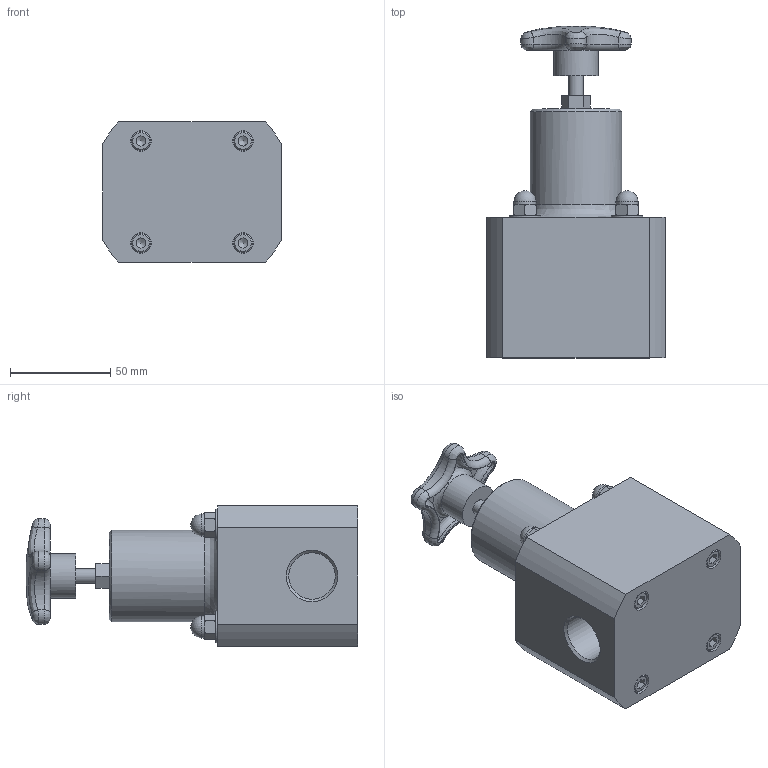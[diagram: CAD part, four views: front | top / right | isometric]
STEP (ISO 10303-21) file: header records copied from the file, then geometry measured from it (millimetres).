
FILE_DESCRIPTION((''),'2;1');
FILE_NAME('TVBP75-PVC_R0.ipt.stp','2017-04-04T12:10:04',(''),(''),'Autodesk Inventor 2009','Autodesk Inventor 2009','');
FILE_SCHEMA(('AUTOMOTIVE_DESIGN { 1 0 10303 214 1 1 1 1 }'));
Length unit declared in the file: inch
Products named in the file (1): TVBP75-PVC_R0
Bounding box: 88.9 x 165.14 x 69.85 mm (x, y, z)
Volume: 520214.1 mm3; surface area: 56093.8 mm2
Topology: 1 solids, 6 shells, 350 faces, 817 edges, 498 vertices
Faces by surface type: plane 148, bspline 107, cylinder 49, sphere 17, torus 16, cone 13
Full cylindrical faces by diameter (mm): 4.445 x4, 6.35 x2, 7.144 x1, 7.442 x1, 7.938 x1, 9.525 x4, 10.998 x4, 15.875 x4, 22.098 x1, 23.139 x2, 45.72 x1
Entity records: 13806 total; most frequent: CARTESIAN_POINT 6396, ORIENTED_EDGE 1490, DIRECTION 1366, EDGE_CURVE 745, AXIS2_PLACEMENT_3D 580, VERTEX_POINT 486, EDGE_LOOP 431, FACE_OUTER_BOUND 350
